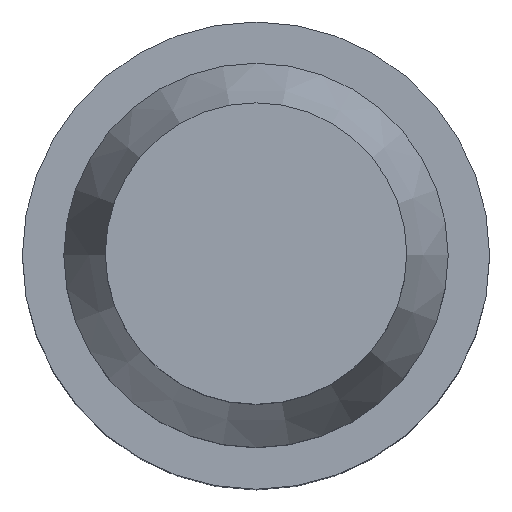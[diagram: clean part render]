
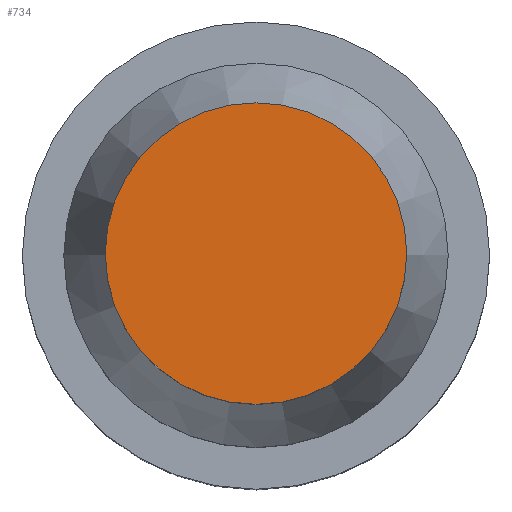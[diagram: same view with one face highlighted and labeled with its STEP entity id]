
A CAD part, top view. The second image highlights one B-rep face of the part: STEP entity #734.
In plain terms, the highlighted planar face has unit normal (0, 0, 1).
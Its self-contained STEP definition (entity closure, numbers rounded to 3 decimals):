
#39=CIRCLE($,#772,10.);
#95=FACE_OUTER_BOUND($,#140,.T.);
#140=EDGE_LOOP($,(#622));
#368=VERTEX_POINT($,#1322);
#466=EDGE_CURVE($,#368,#368,#39,.T.);
#622=ORIENTED_EDGE($,*,*,#466,.F.);
#693=PLANE($,#773);
#734=ADVANCED_FACE($,(#95),#693,.F.);
#772=AXIS2_PLACEMENT_3D($,#1323,#903,#904);
#773=AXIS2_PLACEMENT_3D($,#1324,#905,#906);
#903=DIRECTION('center_axis',(0.,0.,-1.));
#904=DIRECTION('ref_axis',(-1.,0.,0.));
#905=DIRECTION('center_axis',(0.,0.,-1.));
#906=DIRECTION('ref_axis',(-1.,0.,0.));
#1322=CARTESIAN_POINT('',(10.,0.,106.));
#1323=CARTESIAN_POINT('Origin',(0.,0.,106.));
#1324=CARTESIAN_POINT('Origin',(0.,0.,106.));
